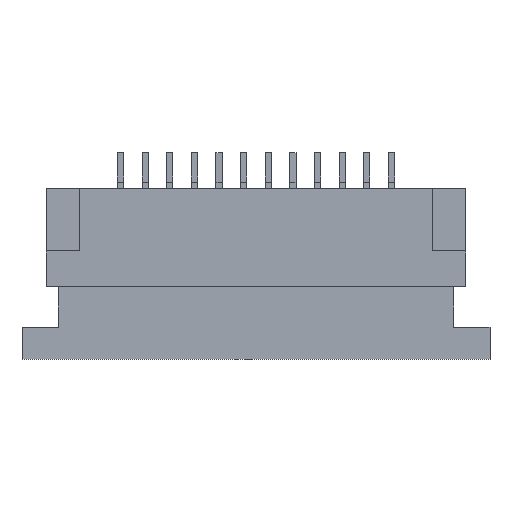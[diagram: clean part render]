
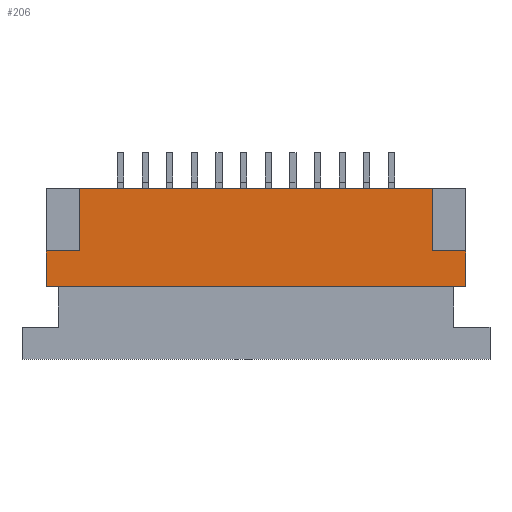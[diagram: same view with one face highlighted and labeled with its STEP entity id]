
A CAD part, top view. The second image highlights one B-rep face of the part: STEP entity #206.
In plain terms, the highlighted planar face has unit normal (0, 0, 1).
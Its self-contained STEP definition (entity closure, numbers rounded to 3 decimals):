
#13=DIRECTION('',(0.,0.,1.));
#16=DIRECTION('',(1.,0.,0.));
#39=VERTEX_POINT('',#40);
#40=CARTESIAN_POINT('',(-7.175,-0.725,2.5));
#43=ORIENTED_EDGE('',*,*,#44,.T.);
#44=EDGE_CURVE('',#39,#45,#47,.T.);
#45=VERTEX_POINT('',#46);
#46=CARTESIAN_POINT('',(7.175,-0.725,2.5));
#47=LINE('',#40,#48);
#48=VECTOR('',#16,1.);
#59=DIRECTION('',(0.,1.,0.));
#64=ORIENTED_EDGE('',*,*,#65,.T.);
#65=EDGE_CURVE('',#45,#66,#68,.T.);
#66=VERTEX_POINT('',#67);
#67=CARTESIAN_POINT('',(7.175,-3.275,2.5));
#68=LINE('',#46,#69);
#69=VECTOR('',#70,1.);
#70=DIRECTION('',(0.,-1.,0.));
#85=ORIENTED_EDGE('',*,*,#86,.T.);
#86=EDGE_CURVE('',#66,#87,#89,.T.);
#87=VERTEX_POINT('',#88);
#88=CARTESIAN_POINT('',(8.525,-3.275,2.5));
#89=LINE('',#67,#48);
#104=ORIENTED_EDGE('',*,*,#105,.T.);
#105=EDGE_CURVE('',#87,#106,#108,.T.);
#106=VERTEX_POINT('',#107);
#107=CARTESIAN_POINT('',(8.525,-4.725,2.5));
#108=LINE('',#88,#69);
#123=ORIENTED_EDGE('',*,*,#124,.T.);
#124=EDGE_CURVE('',#106,#125,#127,.T.);
#125=VERTEX_POINT('',#126);
#126=CARTESIAN_POINT('',(-8.525,-4.725,2.5));
#127=LINE('',#107,#128);
#128=VECTOR('',#129,1.);
#129=DIRECTION('',(-1.,0.,0.));
#144=ORIENTED_EDGE('',*,*,#145,.T.);
#145=EDGE_CURVE('',#125,#146,#148,.T.);
#146=VERTEX_POINT('',#147);
#147=CARTESIAN_POINT('',(-8.525,-3.275,2.5));
#148=LINE('',#126,#149);
#149=VECTOR('',#59,1.);
#164=ORIENTED_EDGE('',*,*,#165,.T.);
#165=EDGE_CURVE('',#146,#166,#168,.T.);
#166=VERTEX_POINT('',#167);
#167=CARTESIAN_POINT('',(-7.175,-3.275,2.5));
#168=LINE('',#147,#48);
#183=ORIENTED_EDGE('',*,*,#184,.T.);
#184=EDGE_CURVE('',#166,#39,#185,.T.);
#185=LINE('',#167,#149);
#206=ADVANCED_FACE('',(#207),#209,.T.);
#207=FACE_BOUND('',#208,.F.);
#208=EDGE_LOOP('',(#43,#64,#85,#104,#123,#144,#164,#183));
#209=PLANE('',#210);
#210=AXIS2_PLACEMENT_3D('',#211,#13,#16);
#211=CARTESIAN_POINT('',(0.,-2.889,2.5));
